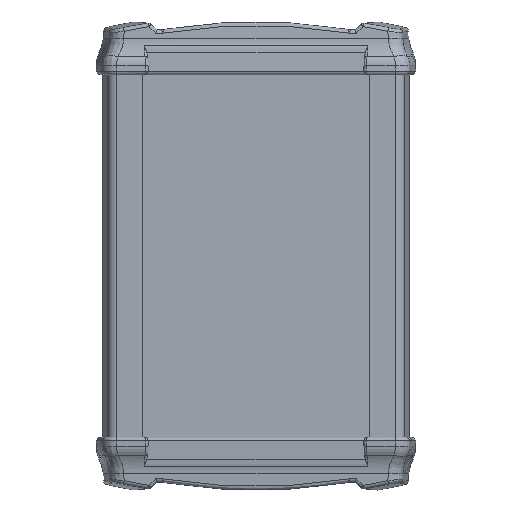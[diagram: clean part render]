
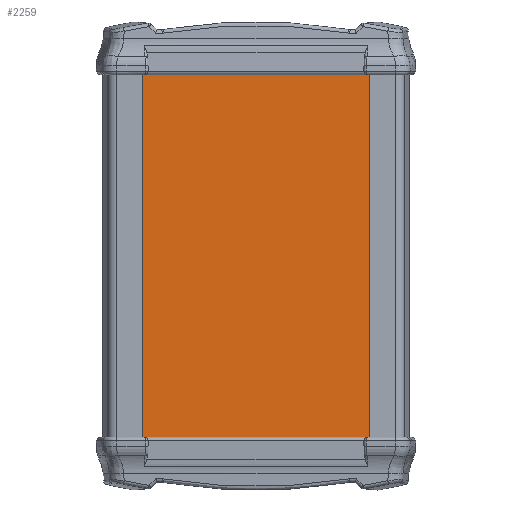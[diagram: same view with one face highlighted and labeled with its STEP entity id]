
A CAD part, front view. The second image highlights one B-rep face of the part: STEP entity #2259.
In plain terms, the highlighted planar face has unit normal (0, -1, 0).
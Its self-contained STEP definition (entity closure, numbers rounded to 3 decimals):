
#2203=CARTESIAN_POINT('',(30.,-15.,0.));
#2204=VERTEX_POINT('',#2203);
#2211=CARTESIAN_POINT('',(30.,-15.,-100.0));
#2212=VERTEX_POINT('',#2211);
#2213=CARTESIAN_POINT('',(30.,-15.,-100.0));
#2214=DIRECTION('',(0.0,0.0,1.0));
#2215=VECTOR('',#2214,100.);
#2216=LINE('',#2213,#2215);
#2217=EDGE_CURVE('',#2212,#2204,#2216,.T.);
#2229=CARTESIAN_POINT('',(30.,-15.,-100.0));
#2230=DIRECTION('',(0.0,-1.0,0.0));
#2231=DIRECTION('',(0.0,0.0,-1.0));
#2232=AXIS2_PLACEMENT_3D('',#2229,#2230,#2231);
#2233=PLANE('',#2232);
#2234=CARTESIAN_POINT('',(-30.,-15.,0.));
#2235=VERTEX_POINT('',#2234);
#2236=CARTESIAN_POINT('',(30.,-15.,0.));
#2237=DIRECTION('',(-1.0,0.0,0.0));
#2238=VECTOR('',#2237,60.);
#2239=LINE('',#2236,#2238);
#2240=EDGE_CURVE('',#2204,#2235,#2239,.T.);
#2241=ORIENTED_EDGE('',*,*,#2240,.T.);
#2242=CARTESIAN_POINT('',(-30.,-15.,-100.0));
#2243=VERTEX_POINT('',#2242);
#2244=CARTESIAN_POINT('',(-30.,-15.,-100.0));
#2245=DIRECTION('',(0.0,0.0,1.0));
#2246=VECTOR('',#2245,100.);
#2247=LINE('',#2244,#2246);
#2248=EDGE_CURVE('',#2243,#2235,#2247,.T.);
#2249=ORIENTED_EDGE('',*,*,#2248,.F.);
#2250=CARTESIAN_POINT('',(-30.,-15.,-100.0));
#2251=DIRECTION('',(1.0,0.0,0.0));
#2252=VECTOR('',#2251,60.);
#2253=LINE('',#2250,#2252);
#2254=EDGE_CURVE('',#2243,#2212,#2253,.T.);
#2255=ORIENTED_EDGE('',*,*,#2254,.T.);
#2256=ORIENTED_EDGE('',*,*,#2217,.T.);
#2257=EDGE_LOOP('',(#2241,#2249,#2255,#2256));
#2258=FACE_OUTER_BOUND('',#2257,.T.);
#2259=ADVANCED_FACE('',(#2258),#2233,.T.);
